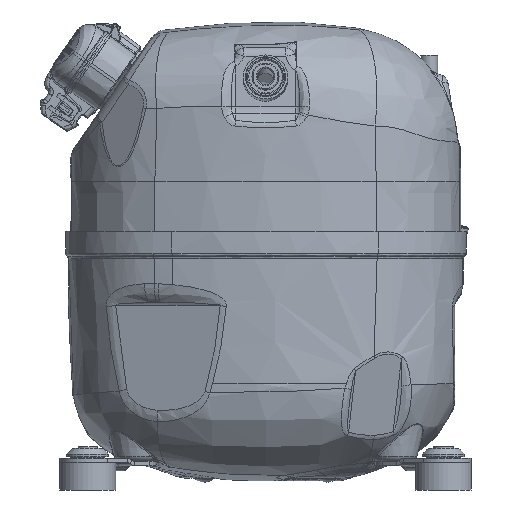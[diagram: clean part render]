
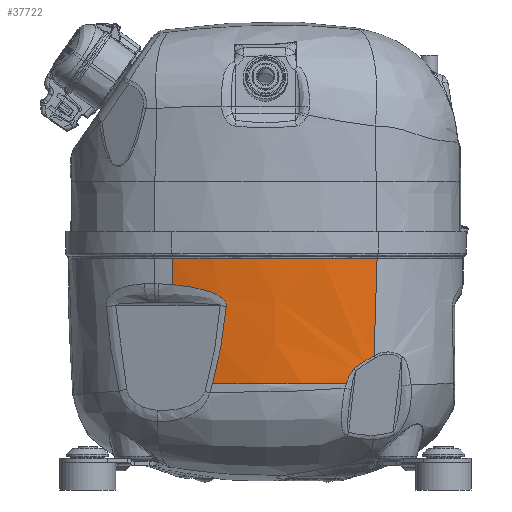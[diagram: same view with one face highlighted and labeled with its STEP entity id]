
A CAD part, front view. The second image highlights one B-rep face of the part: STEP entity #37722.
In plain terms, the highlighted free-form (B-spline) face has degree [3, 3] with [7, 4] control points.
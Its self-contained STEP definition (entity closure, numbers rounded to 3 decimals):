
#559=B_SPLINE_SURFACE_WITH_KNOTS('',3,3,((#266433,#266434,#266435,#266436),
(#266437,#266438,#266439,#266440),(#266441,#266442,#266443,#266444),(#266445,
#266446,#266447,#266448),(#266449,#266450,#266451,#266452),(#266453,#266454,
#266455,#266456),(#266457,#266458,#266459,#266460)),.UNSPECIFIED.,.F.,.F.,
 .F.,(4,3,4),(4,4),(0.,0.5,1.),(0.,1.),.UNSPECIFIED.);
#8414=FACE_OUTER_BOUND('',#47212,.T.);
#30087=B_SPLINE_CURVE_WITH_KNOTS('',3,(#265479,#265480,#265481,#265482),
 .UNSPECIFIED.,.F.,.F.,(4,4),(0.,1.),.UNSPECIFIED.);
#30088=B_SPLINE_CURVE_WITH_KNOTS('',3,(#265497,#265498,#265499,#265500,
#265501,#265502,#265503,#265504),.UNSPECIFIED.,.F.,.F.,(4,2,2,4),(0.,0.5,
0.75,1.),.UNSPECIFIED.);
#30090=B_SPLINE_CURVE_WITH_KNOTS('',3,(#265534,#265535,#265536,#265537,
#265538,#265539),.UNSPECIFIED.,.F.,.F.,(4,2,4),(0.,0.5,1.),
 .UNSPECIFIED.);
#30092=B_SPLINE_CURVE_WITH_KNOTS('',3,(#265573,#265574,#265575,#265576),
 .UNSPECIFIED.,.F.,.F.,(4,4),(0.,1.),.UNSPECIFIED.);
#30093=B_SPLINE_CURVE_WITH_KNOTS('',3,(#265597,#265598,#265599,#265600,
#265601,#265602,#265603,#265604,#265605,#265606),.UNSPECIFIED.,.F.,.F.,
(4,2,2,2,4),(0.,0.5,0.75,0.875,1.),.UNSPECIFIED.);
#30110=B_SPLINE_CURVE_WITH_KNOTS('',3,(#266354,#266355,#266356,#266357),
 .UNSPECIFIED.,.F.,.F.,(4,4),(0.,1.),.UNSPECIFIED.);
#30115=B_SPLINE_CURVE_WITH_KNOTS('',3,(#266420,#266421,#266422,#266423,
#266424,#266425,#266426,#266427),.UNSPECIFIED.,.F.,.F.,(4,2,2,4),(0.,0.5,
0.75,1.),.UNSPECIFIED.);
#30116=B_SPLINE_CURVE_WITH_KNOTS('',3,(#266429,#266430,#266431,#266432),
 .UNSPECIFIED.,.F.,.F.,(4,4),(0.,1.),.UNSPECIFIED.);
#37722=ADVANCED_FACE('',(#8414),#559,.T.);
#47212=EDGE_LOOP('',(#76912,#76913,#76914,#76915,#76916,#76917,#76918,#76919));
#76912=ORIENTED_EDGE('',*,*,#103323,.T.);
#76913=ORIENTED_EDGE('',*,*,#103328,.T.);
#76914=ORIENTED_EDGE('',*,*,#103329,.T.);
#76915=ORIENTED_EDGE('',*,*,#103301,.T.);
#76916=ORIENTED_EDGE('',*,*,#103299,.T.);
#76917=ORIENTED_EDGE('',*,*,#103297,.T.);
#76918=ORIENTED_EDGE('',*,*,#103295,.T.);
#76919=ORIENTED_EDGE('',*,*,#103293,.T.);
#88129=VERTEX_POINT('',#265478);
#88130=VERTEX_POINT('',#265483);
#88131=VERTEX_POINT('',#265505);
#88132=VERTEX_POINT('',#265540);
#88133=VERTEX_POINT('',#265577);
#88134=VERTEX_POINT('',#265607);
#88143=VERTEX_POINT('',#266353);
#88146=VERTEX_POINT('',#266428);
#103293=EDGE_CURVE('',#88130,#88129,#30087,.T.);
#103295=EDGE_CURVE('',#88131,#88130,#30088,.T.);
#103297=EDGE_CURVE('',#88132,#88131,#30090,.T.);
#103299=EDGE_CURVE('',#88133,#88132,#30092,.T.);
#103301=EDGE_CURVE('',#88134,#88133,#30093,.T.);
#103323=EDGE_CURVE('',#88129,#88143,#30110,.T.);
#103328=EDGE_CURVE('',#88143,#88146,#30115,.T.);
#103329=EDGE_CURVE('',#88146,#88134,#30116,.T.);
#265478=CARTESIAN_POINT('',(61.985,-76.42,-59.013));
#265479=CARTESIAN_POINT('',(50.466,-79.445,-66.778));
#265480=CARTESIAN_POINT('',(54.11,-78.635,-63.833));
#265481=CARTESIAN_POINT('',(57.941,-77.645,-61.199));
#265482=CARTESIAN_POINT('',(61.985,-76.42,-59.013));
#265483=CARTESIAN_POINT('',(50.466,-79.445,-66.778));
#265497=CARTESIAN_POINT('',(46.183,-80.08,-74.998));
#265498=CARTESIAN_POINT('',(46.664,-80.05,-73.506));
#265499=CARTESIAN_POINT('',(47.198,-80.001,-72.037));
#265500=CARTESIAN_POINT('',(48.189,-79.868,-69.911));
#265501=CARTESIAN_POINT('',(48.551,-79.814,-69.214));
#265502=CARTESIAN_POINT('',(49.386,-79.669,-67.903));
#265503=CARTESIAN_POINT('',(49.859,-79.58,-67.268));
#265504=CARTESIAN_POINT('',(50.466,-79.445,-66.778));
#265505=CARTESIAN_POINT('',(46.183,-80.08,-74.998));
#265534=CARTESIAN_POINT('',(-30.264,-83.231,-74.997));
#265535=CARTESIAN_POINT('',(-17.612,-85.198,-74.996));
#265536=CARTESIAN_POINT('',(-4.671,-85.935,-74.995));
#265537=CARTESIAN_POINT('',(21.055,-84.864,-74.995));
#265538=CARTESIAN_POINT('',(33.836,-83.058,-74.996));
#265539=CARTESIAN_POINT('',(46.183,-80.08,-74.998));
#265540=CARTESIAN_POINT('',(-30.264,-83.231,-74.997));
#265573=CARTESIAN_POINT('',(-22.445,-85.952,-30.857));
#265574=CARTESIAN_POINT('',(-23.788,-85.487,-45.794));
#265575=CARTESIAN_POINT('',(-26.182,-84.658,-60.622));
#265576=CARTESIAN_POINT('',(-30.264,-83.231,-74.997));
#265577=CARTESIAN_POINT('',(-22.445,-85.952,-30.857));
#265597=CARTESIAN_POINT('',(-52.999,-80.308,-18.513));
#265598=CARTESIAN_POINT('',(-47.307,-81.855,-19.012));
#265599=CARTESIAN_POINT('',(-41.597,-83.134,-19.767));
#265600=CARTESIAN_POINT('',(-33.121,-84.641,-22.004));
#265601=CARTESIAN_POINT('',(-30.303,-85.074,-22.926));
#265602=CARTESIAN_POINT('',(-26.424,-85.58,-24.997));
#265603=CARTESIAN_POINT('',(-25.164,-85.728,-25.811));
#265604=CARTESIAN_POINT('',(-23.098,-85.939,-27.945));
#265605=CARTESIAN_POINT('',(-22.31,-85.999,-29.355));
#265606=CARTESIAN_POINT('',(-22.445,-85.952,-30.857));
#265607=CARTESIAN_POINT('',(-52.999,-80.308,-18.513));
#266353=CARTESIAN_POINT('',(63.71,-77.163,-3.599));
#266354=CARTESIAN_POINT('',(61.985,-76.42,-59.013));
#266355=CARTESIAN_POINT('',(63.126,-76.908,-40.567));
#266356=CARTESIAN_POINT('',(63.698,-77.157,-22.088));
#266357=CARTESIAN_POINT('',(63.71,-77.163,-3.599));
#266420=CARTESIAN_POINT('',(63.71,-77.163,-3.599));
#266421=CARTESIAN_POINT('',(44.865,-83.443,-3.599));
#266422=CARTESIAN_POINT('',(25.573,-86.843,-3.599));
#266423=CARTESIAN_POINT('',(-4.026,-87.701,-3.599));
#266424=CARTESIAN_POINT('',(-14.018,-87.256,-3.599));
#266425=CARTESIAN_POINT('',(-33.705,-84.908,-3.599));
#266426=CARTESIAN_POINT('',(-43.418,-83.017,-3.599));
#266427=CARTESIAN_POINT('',(-53.,-80.405,-3.599));
#266428=CARTESIAN_POINT('',(-53.,-80.405,-3.599));
#266429=CARTESIAN_POINT('',(-53.,-80.405,-3.599));
#266430=CARTESIAN_POINT('',(-53.,-80.402,-8.595));
#266431=CARTESIAN_POINT('',(-53.,-80.37,-13.566));
#266432=CARTESIAN_POINT('',(-52.999,-80.308,-18.513));
#266433=CARTESIAN_POINT('',(64.372,-76.941,-3.171));
#266434=CARTESIAN_POINT('',(64.37,-76.938,-27.257));
#266435=CARTESIAN_POINT('',(63.885,-76.365,-51.344));
#266436=CARTESIAN_POINT('',(62.922,-75.225,-75.43));
#266437=CARTESIAN_POINT('',(45.789,-83.206,-3.171));
#266438=CARTESIAN_POINT('',(45.788,-83.203,-27.256));
#266439=CARTESIAN_POINT('',(45.443,-82.583,-51.341));
#266440=CARTESIAN_POINT('',(44.758,-81.349,-75.426));
#266441=CARTESIAN_POINT('',(25.815,-86.851,-3.171));
#266442=CARTESIAN_POINT('',(25.814,-86.848,-27.255));
#266443=CARTESIAN_POINT('',(25.62,-86.201,-51.34));
#266444=CARTESIAN_POINT('',(25.234,-84.913,-75.424));
#266445=CARTESIAN_POINT('',(5.689,-87.42,-3.171));
#266446=CARTESIAN_POINT('',(5.689,-87.417,-27.255));
#266447=CARTESIAN_POINT('',(5.646,-86.765,-51.34));
#266448=CARTESIAN_POINT('',(5.561,-85.468,-75.424));
#266449=CARTESIAN_POINT('',(-14.437,-87.988,-3.171));
#266450=CARTESIAN_POINT('',(-14.436,-87.985,-27.255));
#266451=CARTESIAN_POINT('',(-14.327,-87.329,-51.34));
#266452=CARTESIAN_POINT('',(-14.111,-86.024,-75.424));
#266453=CARTESIAN_POINT('',(-34.675,-85.476,-3.171));
#266454=CARTESIAN_POINT('',(-34.674,-85.473,-27.256));
#266455=CARTESIAN_POINT('',(-34.413,-84.836,-51.341));
#266456=CARTESIAN_POINT('',(-33.894,-83.569,-75.425));
#266457=CARTESIAN_POINT('',(-53.732,-80.204,-3.171));
#266458=CARTESIAN_POINT('',(-53.731,-80.201,-27.257));
#266459=CARTESIAN_POINT('',(-53.326,-79.603,-51.342));
#266460=CARTESIAN_POINT('',(-52.522,-78.415,-75.428));
